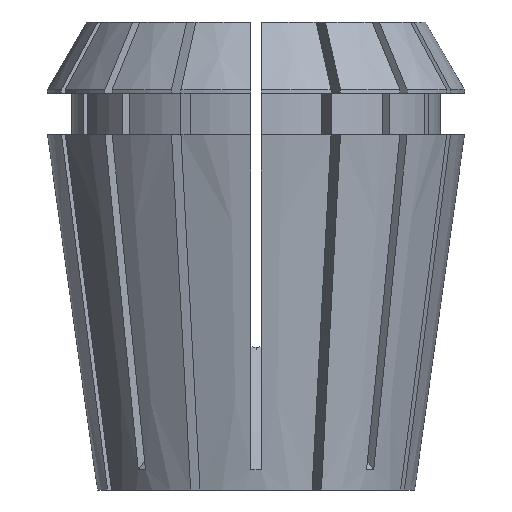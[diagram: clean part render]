
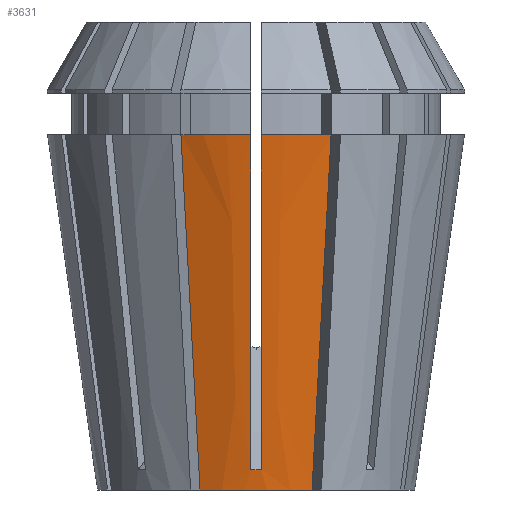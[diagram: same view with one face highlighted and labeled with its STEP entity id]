
A CAD part, front view. The second image highlights one B-rep face of the part: STEP entity #3631.
In plain terms, the highlighted conical face has half-angle 8 degrees and reference radius 15.595 mm.
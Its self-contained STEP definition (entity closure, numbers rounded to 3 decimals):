
#88 = EDGE_CURVE ( 'NONE', #5453, #5461, #3232, .T. ) ;
#124 = ORIENTED_EDGE ( 'NONE', *, *, #5161, .T. ) ;
#219 = CARTESIAN_POINT ( 'NONE',  ( -0.5, -16.192, 4.3 ) ) ;
#224 = CARTESIAN_POINT ( 'NONE',  ( 0.5, -15.869, 2.006 ) ) ;
#235 = CARTESIAN_POINT ( 'NONE',  ( 0., 0., 34.9 ) ) ;
#259 = DIRECTION ( 'NONE',  ( 0., 0., -1. ) ) ;
#267 = CARTESIAN_POINT ( 'NONE',  ( 0.167, -15.879, 1.998 ) ) ;
#387 = CARTESIAN_POINT ( 'NONE',  ( 0., 0., 0. ) ) ;
#418 = ORIENTED_EDGE ( 'NONE', *, *, #1596, .T. ) ;
#494 = CONICAL_SURFACE ( 'NONE', #4034, 15.595, 0.14 ) ;
#565 = CARTESIAN_POINT ( 'NONE',  ( 7.381, -19.126, 34.9 ) ) ;
#634 = DIRECTION ( 'NONE',  ( -1., 0., 0. ) ) ;
#643 = AXIS2_PLACEMENT_3D ( 'NONE', #4471, #259, #4111 ) ;
#649 = CARTESIAN_POINT ( 'NONE',  ( -0.5, -16.084, 3.535 ) ) ;
#677 = DIRECTION ( 'NONE',  ( -1., 0., 0. ) ) ;
#693 = CARTESIAN_POINT ( 'NONE',  ( -0.5, -15.977, 2.77 ) ) ;
#738 = EDGE_CURVE ( 'NONE', #1348, #4704, #3447, .T. ) ;
#1051 = CARTESIAN_POINT ( 'NONE',  ( 6.129, -16.104, 11.633 ) ) ;
#1115 = EDGE_LOOP ( 'NONE', ( #1971, #2732, #124, #5424, #3077, #3939, #418, #3458 ) ) ;
#1239 = CARTESIAN_POINT ( 'NONE',  ( 0.5, -20.266, 33.276 ) ) ;
#1348 = VERTEX_POINT ( 'NONE', #2670 ) ;
#1430 = DIRECTION ( 'NONE',  ( 0., 0., -1. ) ) ;
#1485 = CARTESIAN_POINT ( 'NONE',  ( -0.5, -20.494, 34.9 ) ) ;
#1514 = CARTESIAN_POINT ( 'NONE',  ( 0.5, -15.869, 2.006 ) ) ;
#1596 = EDGE_CURVE ( 'NONE', #4704, #5261, #4161, .T. ) ;
#1634 = CARTESIAN_POINT ( 'NONE',  ( -6.755, -17.615, 23.267 ) ) ;
#1696 = CARTESIAN_POINT ( 'NONE',  ( -7.381, -19.126, 34.9 ) ) ;
#1928 = CARTESIAN_POINT ( 'NONE',  ( -0.5, -17.512, 13.688 ) ) ;
#1934 = CARTESIAN_POINT ( 'NONE',  ( 0., 0., 0. ) ) ;
#1971 = ORIENTED_EDGE ( 'NONE', *, *, #2000, .F. ) ;
#1988 = CARTESIAN_POINT ( 'NONE',  ( -0.5, -18.832, 23.076 ) ) ;
#2000 = EDGE_CURVE ( 'NONE', #5051, #4381, #5128, .T. ) ;
#2123 = CARTESIAN_POINT ( 'NONE',  ( 0.5, -15.869, 2.006 ) ) ;
#2176 = CARTESIAN_POINT ( 'NONE',  ( 0.5, -16.192, 4.3 ) ) ;
#2308 = CARTESIAN_POINT ( 'NONE',  ( -0.5, -15.869, 2.006 ) ) ;
#2327 = AXIS2_PLACEMENT_3D ( 'NONE', #235, #3224, #677 ) ;
#2553 = CARTESIAN_POINT ( 'NONE',  ( 0.5, -17.512, 13.688 ) ) ;
#2556 = DIRECTION ( 'NONE',  ( 1., 0., 0. ) ) ;
#2670 = CARTESIAN_POINT ( 'NONE',  ( -0.5, -20.494, 34.9 ) ) ;
#2732 = ORIENTED_EDGE ( 'NONE', *, *, #4460, .T. ) ;
#2778 = CARTESIAN_POINT ( 'NONE',  ( -0.167, -15.879, 1.998 ) ) ;
#2830 = CARTESIAN_POINT ( 'NONE',  ( -0.5, -20.152, 32.464 ) ) ;
#2996 = DIRECTION ( 'NONE',  ( 0., 0., 1. ) ) ;
#3021 = EDGE_CURVE ( 'NONE', #1348, #5453, #3993, .T. ) ;
#3077 = ORIENTED_EDGE ( 'NONE', *, *, #3021, .F. ) ;
#3090 = CARTESIAN_POINT ( 'NONE',  ( -5.503, -14.592, 0. ) ) ;
#3203 = CARTESIAN_POINT ( 'NONE',  ( -0.5, -20.38, 34.088 ) ) ;
#3224 = DIRECTION ( 'NONE',  ( 0., 0., -1. ) ) ;
#3232 = B_SPLINE_CURVE_WITH_KNOTS ( 'NONE', 3,
 ( #4913, #2778, #267, #1514 ),
 .UNSPECIFIED., .F., .F.,
 ( 4, 4 ),
 ( 0., 0.001 ),
 .UNSPECIFIED. ) ;
#3348 = VERTEX_POINT ( 'NONE', #3616 ) ;
#3447 = CIRCLE ( 'NONE', #2327, 20.5 ) ;
#3458 = ORIENTED_EDGE ( 'NONE', *, *, #4328, .F. ) ;
#3492 = B_SPLINE_CURVE_WITH_KNOTS ( 'NONE', 3,
 ( #5468, #5048, #1239, #4975, #5074, #2553, #2176, #3857, #5107, #2123 ),
 .UNSPECIFIED., .F., .F.,
 ( 4, 3, 3, 4 ),
 ( 0.076, 0.078, 0.107, 0.109 ),
 .UNSPECIFIED. ) ;
#3528 = CARTESIAN_POINT ( 'NONE',  ( 5.503, -14.592, 0. ) ) ;
#3616 = CARTESIAN_POINT ( 'NONE',  ( 0.5, -20.494, 34.9 ) ) ;
#3631 = ADVANCED_FACE ( 'NONE', ( #4971 ), #494, .T. ) ;
#3644 = CARTESIAN_POINT ( 'NONE',  ( -0.5, -20.266, 33.276 ) ) ;
#3750 = CIRCLE ( 'NONE', #5212, 15.595 ) ;
#3797 = CARTESIAN_POINT ( 'NONE',  ( -6.129, -16.104, 11.633 ) ) ;
#3857 = CARTESIAN_POINT ( 'NONE',  ( 0.5, -16.084, 3.535 ) ) ;
#3865 = CARTESIAN_POINT ( 'NONE',  ( -7.381, -19.126, 34.9 ) ) ;
#3939 = ORIENTED_EDGE ( 'NONE', *, *, #738, .T. ) ;
#3993 = B_SPLINE_CURVE_WITH_KNOTS ( 'NONE', 3,
 ( #1485, #3203, #3644, #2830, #1988, #1928, #219, #649, #693, #4941 ),
 .UNSPECIFIED., .F., .F.,
 ( 4, 3, 3, 4 ),
 ( 0.076, 0.078, 0.107, 0.109 ),
 .UNSPECIFIED. ) ;
#4034 = AXIS2_PLACEMENT_3D ( 'NONE', #387, #2996, #2556 ) ;
#4111 = DIRECTION ( 'NONE',  ( -1., 0., 0. ) ) ;
#4161 = B_SPLINE_CURVE_WITH_KNOTS ( 'NONE', 3,
 ( #1696, #1634, #3797, #5434 ),
 .UNSPECIFIED., .F., .F.,
 ( 4, 4 ),
 ( 0., 0.035 ),
 .UNSPECIFIED. ) ;
#4328 = EDGE_CURVE ( 'NONE', #4381, #5261, #3750, .T. ) ;
#4381 = VERTEX_POINT ( 'NONE', #5244 ) ;
#4460 = EDGE_CURVE ( 'NONE', #5051, #3348, #5400, .T. ) ;
#4467 = CARTESIAN_POINT ( 'NONE',  ( 7.381, -19.126, 34.9 ) ) ;
#4471 = CARTESIAN_POINT ( 'NONE',  ( 0., 0., 34.9 ) ) ;
#4704 = VERTEX_POINT ( 'NONE', #3865 ) ;
#4913 = CARTESIAN_POINT ( 'NONE',  ( -0.5, -15.869, 2.006 ) ) ;
#4941 = CARTESIAN_POINT ( 'NONE',  ( -0.5, -15.869, 2.006 ) ) ;
#4971 = FACE_OUTER_BOUND ( 'NONE', #1115, .T. ) ;
#4975 = CARTESIAN_POINT ( 'NONE',  ( 0.5, -20.152, 32.464 ) ) ;
#5048 = CARTESIAN_POINT ( 'NONE',  ( 0.5, -20.38, 34.088 ) ) ;
#5051 = VERTEX_POINT ( 'NONE', #4467 ) ;
#5074 = CARTESIAN_POINT ( 'NONE',  ( 0.5, -18.832, 23.076 ) ) ;
#5107 = CARTESIAN_POINT ( 'NONE',  ( 0.5, -15.977, 2.77 ) ) ;
#5128 = B_SPLINE_CURVE_WITH_KNOTS ( 'NONE', 3,
 ( #565, #5258, #1051, #3528 ),
 .UNSPECIFIED., .F., .F.,
 ( 4, 4 ),
 ( 0., 0.035 ),
 .UNSPECIFIED. ) ;
#5161 = EDGE_CURVE ( 'NONE', #3348, #5461, #3492, .T. ) ;
#5212 = AXIS2_PLACEMENT_3D ( 'NONE', #1934, #1430, #634 ) ;
#5244 = CARTESIAN_POINT ( 'NONE',  ( 5.503, -14.592, 0. ) ) ;
#5258 = CARTESIAN_POINT ( 'NONE',  ( 6.755, -17.615, 23.267 ) ) ;
#5261 = VERTEX_POINT ( 'NONE', #3090 ) ;
#5400 = CIRCLE ( 'NONE', #643, 20.5 ) ;
#5424 = ORIENTED_EDGE ( 'NONE', *, *, #88, .F. ) ;
#5434 = CARTESIAN_POINT ( 'NONE',  ( -5.503, -14.592, 0. ) ) ;
#5453 = VERTEX_POINT ( 'NONE', #2308 ) ;
#5461 = VERTEX_POINT ( 'NONE', #224 ) ;
#5468 = CARTESIAN_POINT ( 'NONE',  ( 0.5, -20.494, 34.9 ) ) ;
